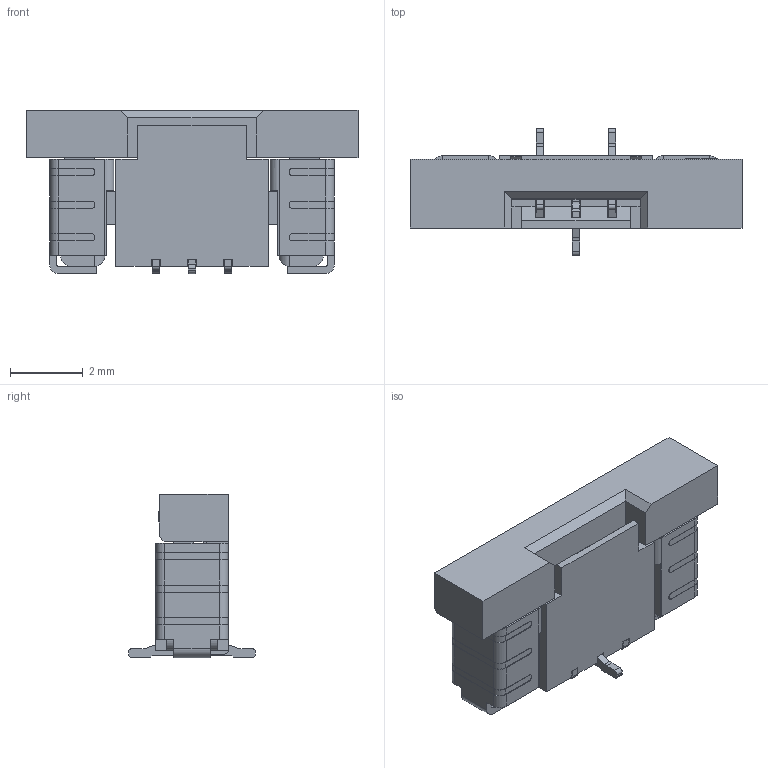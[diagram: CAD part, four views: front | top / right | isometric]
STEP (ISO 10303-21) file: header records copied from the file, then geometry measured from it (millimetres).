
FILE_DESCRIPTION (( 'STEP AP214' ), '1' );
FILE_NAME ('FPC-SMD_3P-P1.00_HDGC_1.0K-N-3PB.step', '2022-07-06T10:25:21', ( '' ), ( '' ), 'SwSTEP 2.0', 'SolidWorks 2020', '' );
FILE_SCHEMA (( 'AUTOMOTIVE_DESIGN' ));
Length unit declared in the file: millimetre
Products named in the file (1): FPC-SMD_3P-P1.00_HDGC_1.0K-N-3PB
Bounding box: 9.15 x 3.5 x 4.5 mm (x, y, z)
Volume: 52.2 mm3; surface area: 295 mm2
Topology: 6 solids, 6 shells, 681 faces, 1929 edges, 1270 vertices
Faces by surface type: plane 454, cylinder 115, bspline 112
Entity records: 30641 total; most frequent: CARTESIAN_POINT 5977, ORIENTED_EDGE 3858, DIRECTION 3067, EDGE_CURVE 1929, LINE 1467, VECTOR 1467, VERTEX_POINT 1270, AXIS2_PLACEMENT_3D 800
